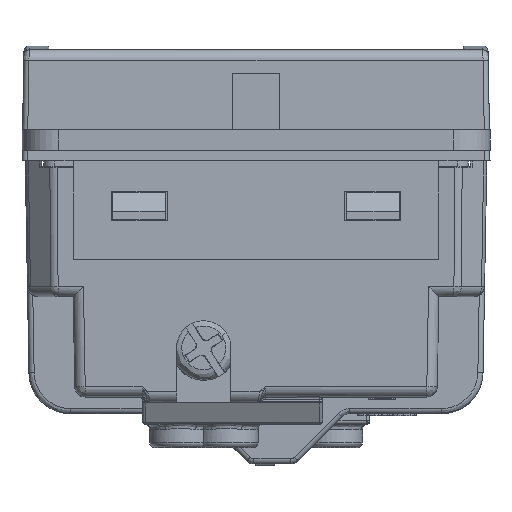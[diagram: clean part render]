
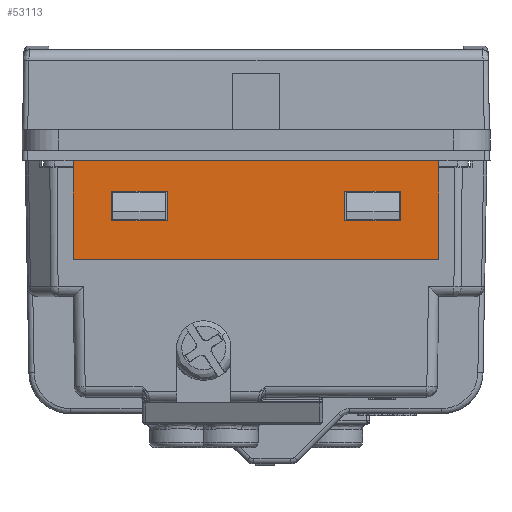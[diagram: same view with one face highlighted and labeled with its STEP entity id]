
A CAD part, front view. The second image highlights one B-rep face of the part: STEP entity #53113.
In plain terms, the highlighted planar face has unit normal (0, -1, 0).
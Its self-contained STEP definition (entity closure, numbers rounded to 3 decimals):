
#486 = VERTEX_POINT ( 'NONE', #117407 ) ;
#986 = VERTEX_POINT ( 'NONE', #113999 ) ;
#2652 = EDGE_CURVE ( 'NONE', #116883, #59376, #7404, .T. ) ;
#3220 = CARTESIAN_POINT ( 'NONE',  ( 13.8, -22.4, -6.2 ) ) ;
#7404 = LINE ( 'NONE', #47825, #124240 ) ;
#8853 = VECTOR ( 'NONE', #94563, 1000. ) ;
#9352 = EDGE_CURVE ( 'NONE', #486, #107313, #120564, .T. ) ;
#12953 = LINE ( 'NONE', #30604, #24437 ) ;
#13417 = FACE_BOUND ( 'NONE', #25663, .T. ) ;
#15593 = LINE ( 'NONE', #3220, #111313 ) ;
#15845 = ORIENTED_EDGE ( 'NONE', *, *, #118261, .T. ) ;
#17032 = DIRECTION ( 'NONE',  ( 1., 0., 0. ) ) ;
#17715 = LINE ( 'NONE', #40451, #132774 ) ;
#17739 = ORIENTED_EDGE ( 'NONE', *, *, #102170, .F. ) ;
#19277 = EDGE_CURVE ( 'NONE', #49608, #107313, #17715, .T. ) ;
#19928 = ORIENTED_EDGE ( 'NONE', *, *, #44816, .T. ) ;
#21640 = CARTESIAN_POINT ( 'NONE',  ( 8.5, -22.4, -3.4 ) ) ;
#22244 = EDGE_LOOP ( 'NONE', ( #59726, #83807, #38288, #19928 ) ) ;
#24425 = VERTEX_POINT ( 'NONE', #102142 ) ;
#24437 = VECTOR ( 'NONE', #91774, 1000. ) ;
#24815 = VECTOR ( 'NONE', #122056, 1000. ) ;
#25663 = EDGE_LOOP ( 'NONE', ( #87385, #52491, #96196, #86880 ) ) ;
#30154 = CARTESIAN_POINT ( 'NONE',  ( -17.5, -22.4, 0. ) ) ;
#30604 = CARTESIAN_POINT ( 'NONE',  ( 17.5, -22.4, 0. ) ) ;
#33407 = AXIS2_PLACEMENT_3D ( 'NONE', #70851, #60468, #38740 ) ;
#37674 = CARTESIAN_POINT ( 'NONE',  ( -7.65, -22.4, -6.2 ) ) ;
#38288 = ORIENTED_EDGE ( 'NONE', *, *, #130404, .F. ) ;
#38740 = DIRECTION ( 'NONE',  ( 0., 0., -1. ) ) ;
#40283 = CARTESIAN_POINT ( 'NONE',  ( -8.5, -22.4, -3.4 ) ) ;
#40451 = CARTESIAN_POINT ( 'NONE',  ( -8.5, -22.4, -6.2 ) ) ;
#42945 = LINE ( 'NONE', #21640, #8853 ) ;
#44816 = EDGE_CURVE ( 'NONE', #24425, #120490, #86869, .T. ) ;
#47825 = CARTESIAN_POINT ( 'NONE',  ( 13.8, -22.4, -3.4 ) ) ;
#49608 = VERTEX_POINT ( 'NONE', #126149 ) ;
#51754 = DIRECTION ( 'NONE',  ( 0., 0., -1. ) ) ;
#52312 = LINE ( 'NONE', #102431, #24815 ) ;
#52491 = ORIENTED_EDGE ( 'NONE', *, *, #9352, .F. ) ;
#53113 = ADVANCED_FACE ( 'NONE', ( #86326, #68503, #13417 ), #101257, .T. ) ;
#55350 = CARTESIAN_POINT ( 'NONE',  ( -8.5, -22.4, -6.2 ) ) ;
#58872 = CARTESIAN_POINT ( 'NONE',  ( 13.8, -22.4, -3.4 ) ) ;
#59376 = VERTEX_POINT ( 'NONE', #58872 ) ;
#59726 = ORIENTED_EDGE ( 'NONE', *, *, #67479, .T. ) ;
#60468 = DIRECTION ( 'NONE',  ( 0., -1., 0. ) ) ;
#62075 = VECTOR ( 'NONE', #110663, 1000. ) ;
#62271 = VECTOR ( 'NONE', #82561, 1000. ) ;
#63344 = DIRECTION ( 'NONE',  ( 1., 0., 0. ) ) ;
#65804 = VECTOR ( 'NONE', #63344, 1000. ) ;
#67479 = EDGE_CURVE ( 'NONE', #120490, #134336, #12953, .T. ) ;
#68071 = VERTEX_POINT ( 'NONE', #119319 ) ;
#68503 = FACE_BOUND ( 'NONE', #92499, .T. ) ;
#70851 = CARTESIAN_POINT ( 'NONE',  ( -22.4, -22.4, 0. ) ) ;
#74973 = EDGE_CURVE ( 'NONE', #96791, #134336, #119724, .T. ) ;
#78181 = CARTESIAN_POINT ( 'NONE',  ( -22.4, -22.4, -0.5 ) ) ;
#79068 = VECTOR ( 'NONE', #123855, 1000. ) ;
#80998 = CARTESIAN_POINT ( 'NONE',  ( -17.5, -22.4, -0.5 ) ) ;
#82561 = DIRECTION ( 'NONE',  ( 0., 0., 1. ) ) ;
#82906 = ORIENTED_EDGE ( 'NONE', *, *, #2652, .T. ) ;
#83623 = CARTESIAN_POINT ( 'NONE',  ( 13.8, -22.4, -6.2 ) ) ;
#83807 = ORIENTED_EDGE ( 'NONE', *, *, #74973, .F. ) ;
#85505 = VECTOR ( 'NONE', #116829, 1000. ) ;
#86326 = FACE_OUTER_BOUND ( 'NONE', #22244, .T. ) ;
#86869 = LINE ( 'NONE', #94183, #65804 ) ;
#86880 = ORIENTED_EDGE ( 'NONE', *, *, #96775, .T. ) ;
#87200 = LINE ( 'NONE', #120780, #79068 ) ;
#87385 = ORIENTED_EDGE ( 'NONE', *, *, #19277, .T. ) ;
#89605 = VERTEX_POINT ( 'NONE', #83623 ) ;
#91774 = DIRECTION ( 'NONE',  ( 0., 0., 1. ) ) ;
#92499 = EDGE_LOOP ( 'NONE', ( #131698, #17739, #15845, #82906 ) ) ;
#93410 = VECTOR ( 'NONE', #111502, 1000. ) ;
#94183 = CARTESIAN_POINT ( 'NONE',  ( -22.4, -22.4, -9.9 ) ) ;
#94563 = DIRECTION ( 'NONE',  ( 0., 0., 1. ) ) ;
#96196 = ORIENTED_EDGE ( 'NONE', *, *, #121356, .T. ) ;
#96775 = EDGE_CURVE ( 'NONE', #68071, #49608, #109719, .T. ) ;
#96791 = VERTEX_POINT ( 'NONE', #80998 ) ;
#101257 = PLANE ( 'NONE',  #33407 ) ;
#102142 = CARTESIAN_POINT ( 'NONE',  ( -17.5, -22.4, -9.9 ) ) ;
#102170 = EDGE_CURVE ( 'NONE', #986, #89605, #87200, .T. ) ;
#102431 = CARTESIAN_POINT ( 'NONE',  ( -13.8, -22.4, -3.4 ) ) ;
#107313 = VERTEX_POINT ( 'NONE', #55350 ) ;
#107939 = DIRECTION ( 'NONE',  ( 0., 0., -1. ) ) ;
#109719 = LINE ( 'NONE', #40283, #93410 ) ;
#110663 = DIRECTION ( 'NONE',  ( 1., 0., 0. ) ) ;
#111313 = VECTOR ( 'NONE', #107939, 1000. ) ;
#111502 = DIRECTION ( 'NONE',  ( 1., 0., 0. ) ) ;
#113999 = CARTESIAN_POINT ( 'NONE',  ( 8.5, -22.4, -6.2 ) ) ;
#116829 = DIRECTION ( 'NONE',  ( 1., 0., 0. ) ) ;
#116883 = VERTEX_POINT ( 'NONE', #120526 ) ;
#117407 = CARTESIAN_POINT ( 'NONE',  ( -13.8, -22.4, -6.2 ) ) ;
#117513 = LINE ( 'NONE', #30154, #62271 ) ;
#118261 = EDGE_CURVE ( 'NONE', #986, #116883, #42945, .T. ) ;
#118264 = CARTESIAN_POINT ( 'NONE',  ( 17.5, -22.4, -9.9 ) ) ;
#119319 = CARTESIAN_POINT ( 'NONE',  ( -13.8, -22.4, -3.4 ) ) ;
#119640 = CARTESIAN_POINT ( 'NONE',  ( 17.5, -22.4, -0.5 ) ) ;
#119724 = LINE ( 'NONE', #78181, #85505 ) ;
#120490 = VERTEX_POINT ( 'NONE', #118264 ) ;
#120526 = CARTESIAN_POINT ( 'NONE',  ( 8.5, -22.4, -3.4 ) ) ;
#120564 = LINE ( 'NONE', #37674, #62075 ) ;
#120780 = CARTESIAN_POINT ( 'NONE',  ( 14.85, -22.4, -6.2 ) ) ;
#121356 = EDGE_CURVE ( 'NONE', #486, #68071, #52312, .T. ) ;
#122056 = DIRECTION ( 'NONE',  ( 0., 0., 1. ) ) ;
#123855 = DIRECTION ( 'NONE',  ( 1., 0., 0. ) ) ;
#124240 = VECTOR ( 'NONE', #17032, 1000. ) ;
#126149 = CARTESIAN_POINT ( 'NONE',  ( -8.5, -22.4, -3.4 ) ) ;
#126893 = EDGE_CURVE ( 'NONE', #59376, #89605, #15593, .T. ) ;
#130404 = EDGE_CURVE ( 'NONE', #24425, #96791, #117513, .T. ) ;
#131698 = ORIENTED_EDGE ( 'NONE', *, *, #126893, .T. ) ;
#132774 = VECTOR ( 'NONE', #51754, 1000. ) ;
#134336 = VERTEX_POINT ( 'NONE', #119640 ) ;
